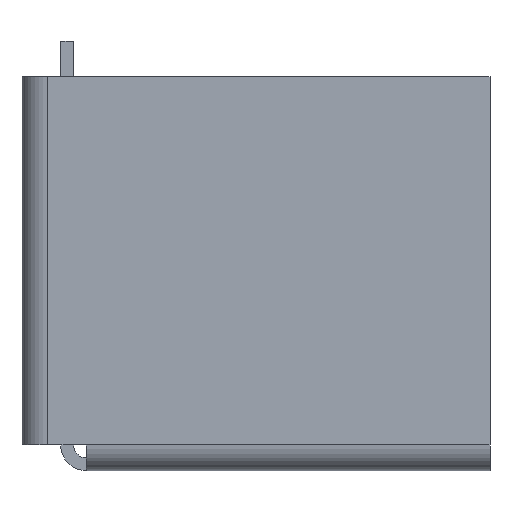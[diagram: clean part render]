
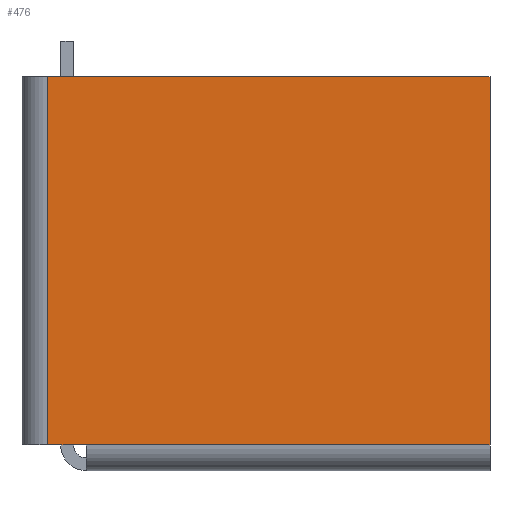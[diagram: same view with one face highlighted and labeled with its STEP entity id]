
A CAD part, left-side view. The second image highlights one B-rep face of the part: STEP entity #476.
In plain terms, the highlighted planar face has unit normal (-1, 0, 0).
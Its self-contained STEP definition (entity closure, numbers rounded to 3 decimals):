
#44=FACE_OUTER_BOUND('',#76,.T.);
#76=EDGE_LOOP('',(#353,#354,#355,#356,#357));
#107=LINE('',#725,#161);
#116=LINE('',#749,#170);
#119=LINE('',#755,#173);
#120=LINE('',#757,#174);
#121=LINE('',#758,#175);
#161=VECTOR('',#577,10.);
#170=VECTOR('',#606,10.);
#173=VECTOR('',#611,10.);
#174=VECTOR('',#612,10.);
#175=VECTOR('',#613,4.32);
#213=VERTEX_POINT('',#722);
#214=VERTEX_POINT('',#724);
#219=VERTEX_POINT('',#748);
#221=VERTEX_POINT('',#754);
#222=VERTEX_POINT('',#756);
#252=EDGE_CURVE('',#214,#213,#107,.T.);
#264=EDGE_CURVE('',#219,#214,#116,.T.);
#267=EDGE_CURVE('',#213,#221,#119,.T.);
#268=EDGE_CURVE('',#221,#222,#120,.T.);
#269=EDGE_CURVE('',#222,#219,#121,.T.);
#353=ORIENTED_EDGE('',*,*,#252,.T.);
#354=ORIENTED_EDGE('',*,*,#267,.T.);
#355=ORIENTED_EDGE('',*,*,#268,.T.);
#356=ORIENTED_EDGE('',*,*,#269,.T.);
#357=ORIENTED_EDGE('',*,*,#264,.T.);
#448=PLANE('',#526);
#476=ADVANCED_FACE('',(#44),#448,.T.);
#526=AXIS2_PLACEMENT_3D('',#753,#609,#610);
#577=DIRECTION('',(0.,0.,-1.));
#606=DIRECTION('',(0.,1.,0.));
#609=DIRECTION('center_axis',(-1.,0.,0.));
#610=DIRECTION('ref_axis',(0.,0.,1.));
#611=DIRECTION('',(0.,-1.,0.));
#612=DIRECTION('',(0.,-1.,0.));
#613=DIRECTION('',(0.,0.,1.));
#722=CARTESIAN_POINT('',(0.,103.,6.));
#724=CARTESIAN_POINT('',(0.,103.,91.786));
#725=CARTESIAN_POINT('',(0.,103.,25.75));
#748=CARTESIAN_POINT('',(0.,0.,91.786));
#749=CARTESIAN_POINT('',(0.,100.,91.786));
#753=CARTESIAN_POINT('Origin',(0.,50.,45.5));
#754=CARTESIAN_POINT('',(0.,94.,6.));
#755=CARTESIAN_POINT('',(0.,50.,6.));
#756=CARTESIAN_POINT('',(0.,0.,6.));
#757=CARTESIAN_POINT('',(0.,50.,6.));
#758=CARTESIAN_POINT('',(0.,0.,-7.572));
